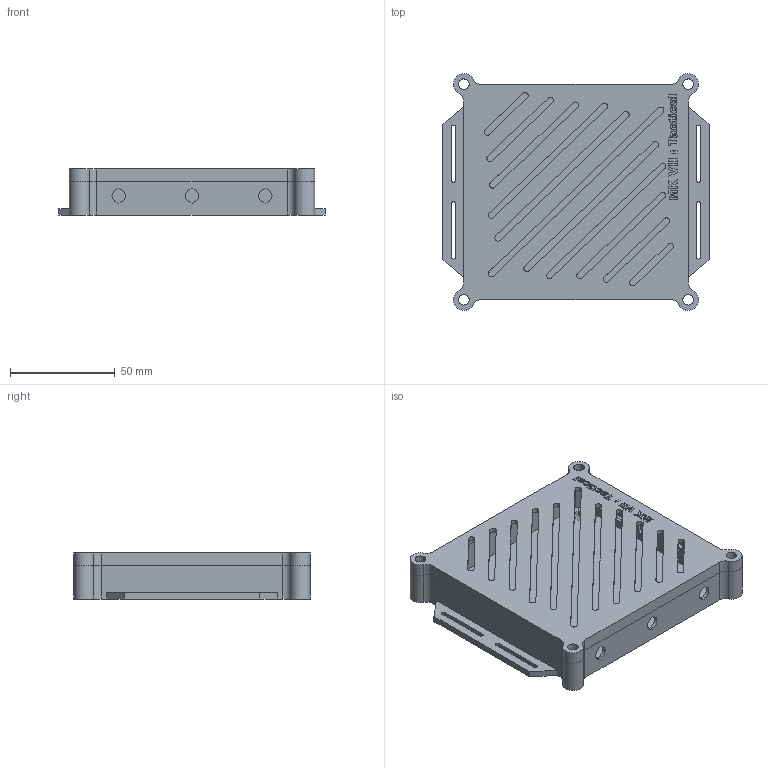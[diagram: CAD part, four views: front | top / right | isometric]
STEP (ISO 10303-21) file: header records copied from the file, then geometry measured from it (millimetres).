
FILE_DESCRIPTION(/* description */ (''),/* implementation_level */ '2;1');
FILE_NAME(/* name */ 'tactical.step',/* time_stamp */ '2021-07-30T16:56:41-04:00',/* author */ (''),/* organization */ (''),/* preprocessor_version */ 'ST-DEVELOPER v18.1',/* originating_system */ 'Autodesk Translation Framework v10.9.0.1377',/* authorisation */ '');
FILE_SCHEMA (('AUTOMOTIVE_DESIGN { 1 0 10303 214 3 1 1 }'));
Length unit declared in the file: millimetre
Products named in the file (1): tactical
Bounding box: 127.04 x 112.93 x 22 mm (x, y, z)
Volume: 61487.4 mm3; surface area: 65891.2 mm2
Topology: 2 solids, 2 shells, 463 faces, 1257 edges, 831 vertices
Faces by surface type: plane 248, bspline 113, cylinder 89, cone 9, torus 4
Full cylindrical faces by diameter (mm): 3 x4, 5 x8, 5.94 x1, 7 x8
Entity records: 15738 total; most frequent: CARTESIAN_POINT 4501, ORIENTED_EDGE 2514, DIRECTION 1926, EDGE_CURVE 1257, VERTEX_POINT 831, LINE 830, VECTOR 830, EDGE_LOOP 554
